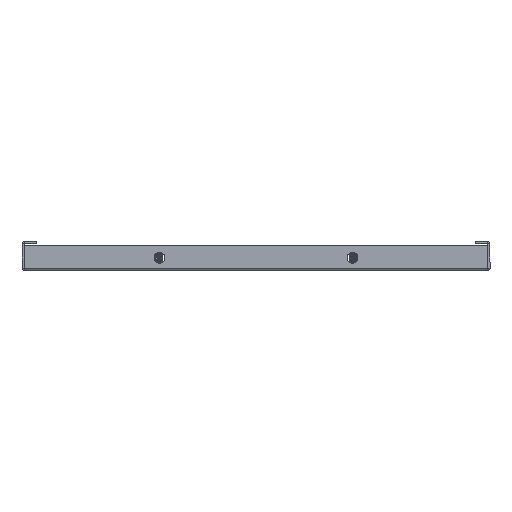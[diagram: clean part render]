
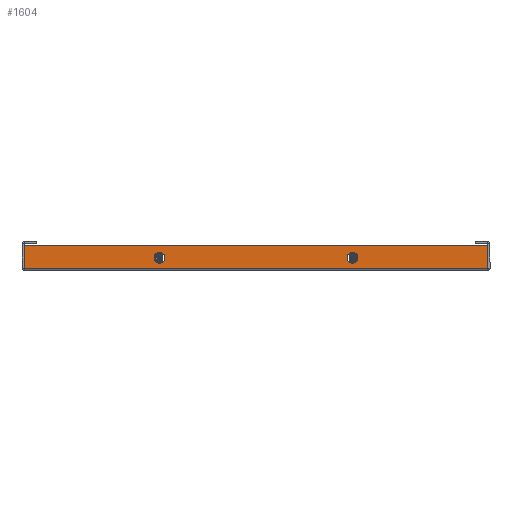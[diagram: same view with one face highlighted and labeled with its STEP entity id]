
A CAD part, front view. The second image highlights one B-rep face of the part: STEP entity #1604.
In plain terms, the highlighted planar face has unit normal (0, -1, 0).
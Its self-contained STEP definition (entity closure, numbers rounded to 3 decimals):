
#549 = CIRCLE ( 'NONE', #17510, 4. ) ;
#1251 = CIRCLE ( 'NONE', #17511, 4. ) ;
#1604 = ADVANCED_FACE ( 'NONE', ( #16329, #16321, #16319 ), #7256, .F. ) ;
#3404 = VERTEX_POINT ( 'NONE', #12662 ) ;
#3453 = VERTEX_POINT ( 'NONE', #12470 ) ;
#3457 = VERTEX_POINT ( 'NONE', #12461 ) ;
#3482 = VERTEX_POINT ( 'NONE', #12348 ) ;
#3485 = VERTEX_POINT ( 'NONE', #12340 ) ;
#3516 = VERTEX_POINT ( 'NONE', #12388 ) ;
#3523 = VERTEX_POINT ( 'NONE', #12179 ) ;
#3534 = VERTEX_POINT ( 'NONE', #12368 ) ;
#3719 = AXIS2_PLACEMENT_3D ( 'NONE', #24982, #24980, #24978 ) ;
#3722 = AXIS2_PLACEMENT_3D ( 'NONE', #24966, #24961, #24960 ) ;
#3838 = AXIS2_PLACEMENT_3D ( 'NONE', #7258, #7251, #7249 ) ;
#6074 = EDGE_CURVE ( 'NONE', #3534, #3457, #25687, .T. ) ;
#6076 = EDGE_CURVE ( 'NONE', #3453, #3516, #25651, .T. ) ;
#6077 = EDGE_CURVE ( 'NONE', #3404, #3457, #25656, .T. ) ;
#6078 = EDGE_CURVE ( 'NONE', #3523, #3404, #25652, .T. ) ;
#6079 = EDGE_CURVE ( 'NONE', #3523, #3534, #25648, .T. ) ;
#6080 = EDGE_CURVE ( 'NONE', #3482, #3485, #25643, .T. ) ;
#7249 = DIRECTION ( 'NONE',  ( -1., 0., 0. ) ) ;
#7251 = DIRECTION ( 'NONE',  ( 0., 1., 0. ) ) ;
#7256 = PLANE ( 'NONE',  #3838 ) ;
#7258 = CARTESIAN_POINT ( 'NONE',  ( -171.5, -780.5, 18.5 ) ) ;
#12179 = CARTESIAN_POINT ( 'NONE',  ( 171.4, -780.5, 1.51 ) ) ;
#12340 = CARTESIAN_POINT ( 'NONE',  ( 71.4, -780.5, 5.5 ) ) ;
#12348 = CARTESIAN_POINT ( 'NONE',  ( 71.4, -780.5, 13.5 ) ) ;
#12368 = CARTESIAN_POINT ( 'NONE',  ( -171.4, -780.5, 1.51 ) ) ;
#12388 = CARTESIAN_POINT ( 'NONE',  ( -71.4, -780.5, 13.5 ) ) ;
#12461 = CARTESIAN_POINT ( 'NONE',  ( -171.4, -780.5, 18.5 ) ) ;
#12470 = CARTESIAN_POINT ( 'NONE',  ( -71.4, -780.5, 5.5 ) ) ;
#12662 = CARTESIAN_POINT ( 'NONE',  ( 171.4, -780.5, 18.5 ) ) ;
#13707 = EDGE_CURVE ( 'NONE', #3485, #3482, #549, .T. ) ;
#13715 = EDGE_CURVE ( 'NONE', #3516, #3453, #1251, .T. ) ;
#16319 = FACE_BOUND ( 'NONE', #24516, .T. ) ;
#16321 = FACE_BOUND ( 'NONE', #24512, .T. ) ;
#16329 = FACE_OUTER_BOUND ( 'NONE', #24501, .T. ) ;
#17510 = AXIS2_PLACEMENT_3D ( 'NONE', #20597, #20596, #20595 ) ;
#17511 = AXIS2_PLACEMENT_3D ( 'NONE', #20573, #20572, #20570 ) ;
#20570 = DIRECTION ( 'NONE',  ( 0., 0., -1. ) ) ;
#20572 = DIRECTION ( 'NONE',  ( 0., -1., 0. ) ) ;
#20573 = CARTESIAN_POINT ( 'NONE',  ( -71.4, -780.5, 9.5 ) ) ;
#20595 = DIRECTION ( 'NONE',  ( 0., 0., -1. ) ) ;
#20596 = DIRECTION ( 'NONE',  ( 0., 1., 0. ) ) ;
#20597 = CARTESIAN_POINT ( 'NONE',  ( 71.4, -780.5, 9.5 ) ) ;
#22872 = ORIENTED_EDGE ( 'NONE', *, *, #6078, .T. ) ;
#22875 = ORIENTED_EDGE ( 'NONE', *, *, #6077, .T. ) ;
#22878 = ORIENTED_EDGE ( 'NONE', *, *, #6074, .F. ) ;
#22879 = ORIENTED_EDGE ( 'NONE', *, *, #6079, .F. ) ;
#22880 = ORIENTED_EDGE ( 'NONE', *, *, #6076, .F. ) ;
#22882 = ORIENTED_EDGE ( 'NONE', *, *, #13715, .F. ) ;
#22884 = ORIENTED_EDGE ( 'NONE', *, *, #13707, .T. ) ;
#22885 = ORIENTED_EDGE ( 'NONE', *, *, #6080, .T. ) ;
#24501 = EDGE_LOOP ( 'NONE', ( #22872, #22875, #22878, #22879 ) ) ;
#24512 = EDGE_LOOP ( 'NONE', ( #22880, #22882 ) ) ;
#24516 = EDGE_LOOP ( 'NONE', ( #22884, #22885 ) ) ;
#24960 = DIRECTION ( 'NONE',  ( 0., 0., -1. ) ) ;
#24961 = DIRECTION ( 'NONE',  ( 0., 1., 0. ) ) ;
#24966 = CARTESIAN_POINT ( 'NONE',  ( 71.4, -780.5, 9.5 ) ) ;
#24968 = DIRECTION ( 'NONE',  ( -1., 0., 0. ) ) ;
#24969 = CARTESIAN_POINT ( 'NONE',  ( -171.5, -780.5, 1.51 ) ) ;
#24970 = DIRECTION ( 'NONE',  ( 0., 0., 1. ) ) ;
#24976 = DIRECTION ( 'NONE',  ( -1., 0., 0. ) ) ;
#24977 = CARTESIAN_POINT ( 'NONE',  ( -171.5, -780.5, 18.5 ) ) ;
#24978 = DIRECTION ( 'NONE',  ( 0., 0., -1. ) ) ;
#24980 = DIRECTION ( 'NONE',  ( 0., -1., 0. ) ) ;
#24982 = CARTESIAN_POINT ( 'NONE',  ( -71.4, -780.5, 9.5 ) ) ;
#24990 = DIRECTION ( 'NONE',  ( 0., 0., 1. ) ) ;
#24991 = CARTESIAN_POINT ( 'NONE',  ( 171.4, -780.5, 1.51 ) ) ;
#24996 = CARTESIAN_POINT ( 'NONE',  ( -171.4, -780.5, 1.51 ) ) ;
#25643 = CIRCLE ( 'NONE', #3722, 4. ) ;
#25646 = VECTOR ( 'NONE', #24968, 1000. ) ;
#25648 = LINE ( 'NONE', #24969, #25646 ) ;
#25650 = VECTOR ( 'NONE', #24970, 1000. ) ;
#25651 = CIRCLE ( 'NONE', #3719, 4. ) ;
#25652 = LINE ( 'NONE', #24991, #25650 ) ;
#25655 = VECTOR ( 'NONE', #24976, 1000. ) ;
#25656 = LINE ( 'NONE', #24977, #25655 ) ;
#25659 = VECTOR ( 'NONE', #24990, 1000. ) ;
#25687 = LINE ( 'NONE', #24996, #25659 ) ;
